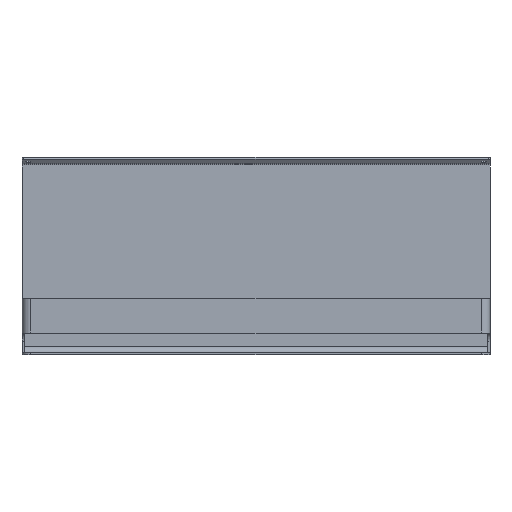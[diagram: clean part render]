
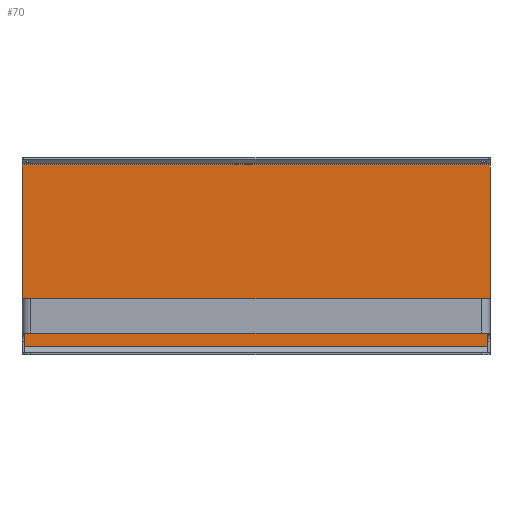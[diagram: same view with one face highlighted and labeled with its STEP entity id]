
A CAD part, front view. The second image highlights one B-rep face of the part: STEP entity #70.
In plain terms, the highlighted planar face has unit normal (0, -1, 0).
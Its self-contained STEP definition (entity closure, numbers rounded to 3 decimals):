
#70=ADVANCED_FACE('',(#133),#134,.F.);
#133=FACE_OUTER_BOUND('',#243,.T.);
#134=PLANE('',#244);
#243=EDGE_LOOP('',(#409,#410,#411,#412,#413,#414,#415,#416));
#244=AXIS2_PLACEMENT_3D('',#417,#418,#419);
#409=ORIENTED_EDGE('',*,*,#828,.F.);
#410=ORIENTED_EDGE('',*,*,#809,.F.);
#411=ORIENTED_EDGE('',*,*,#829,.T.);
#412=ORIENTED_EDGE('',*,*,#830,.F.);
#413=ORIENTED_EDGE('',*,*,#831,.F.);
#414=ORIENTED_EDGE('',*,*,#823,.F.);
#415=ORIENTED_EDGE('',*,*,#827,.F.);
#416=ORIENTED_EDGE('',*,*,#799,.F.);
#417=CARTESIAN_POINT('',(0.0,0.0,0.0));
#418=DIRECTION('',(-0.0,1.0,0.0));
#419=DIRECTION('',(1.0,0.0,0.0));
#799=EDGE_CURVE('',#957,#959,#960,.T.);
#809=EDGE_CURVE('',#977,#979,#980,.T.);
#823=EDGE_CURVE('',#1002,#1004,#1005,.T.);
#827=EDGE_CURVE('',#959,#1002,#1010,.T.);
#828=EDGE_CURVE('',#979,#957,#1011,.T.);
#829=EDGE_CURVE('',#977,#1012,#1013,.T.);
#830=EDGE_CURVE('',#1014,#1012,#1015,.T.);
#831=EDGE_CURVE('',#1004,#1014,#1016,.T.);
#957=VERTEX_POINT('',#1208);
#959=VERTEX_POINT('',#1210);
#960=LINE('',#1211,#1212);
#977=VERTEX_POINT('',#1235);
#979=VERTEX_POINT('',#1238);
#980=LINE('',#1239,#1240);
#1002=VERTEX_POINT('',#1272);
#1004=VERTEX_POINT('',#1275);
#1005=LINE('',#1276,#1277);
#1010=LINE('',#1284,#1285);
#1011=LINE('',#1286,#1287);
#1012=VERTEX_POINT('',#1288);
#1013=LINE('',#1289,#1290);
#1014=VERTEX_POINT('',#1291);
#1015=LINE('',#1292,#1293);
#1016=LINE('',#1294,#1295);
#1208=CARTESIAN_POINT('',(150.0,0.0,52.204));
#1210=CARTESIAN_POINT('',(150.0,0.0,-33.5));
#1211=CARTESIAN_POINT('',(150.0,0.0,69.5));
#1212=VECTOR('',#1548,1000.0);
#1235=CARTESIAN_POINT('',(-150.0,0.0,-33.5));
#1238=CARTESIAN_POINT('',(-150.0,0.0,52.204));
#1239=CARTESIAN_POINT('',(-150.0,0.0,-69.5));
#1240=VECTOR('',#1562,1000.0);
#1272=CARTESIAN_POINT('',(148.5,0.0,-33.5));
#1275=CARTESIAN_POINT('',(148.5,0.0,-64.0));
#1276=CARTESIAN_POINT('',(148.5,0.0,0.0));
#1277=VECTOR('',#1580,1000.0);
#1284=CARTESIAN_POINT('',(0.0,0.0,-33.5));
#1285=VECTOR('',#1586,1000.0);
#1286=CARTESIAN_POINT('',(-150.0,0.0,52.204));
#1287=VECTOR('',#1587,1000.0);
#1288=CARTESIAN_POINT('',(-148.5,0.0,-33.5));
#1289=CARTESIAN_POINT('',(0.0,0.0,-33.5));
#1290=VECTOR('',#1588,1000.0);
#1291=CARTESIAN_POINT('',(-148.5,0.0,-64.0));
#1292=CARTESIAN_POINT('',(-148.5,0.0,0.0));
#1293=VECTOR('',#1589,1000.0);
#1294=CARTESIAN_POINT('',(150.0,0.0,-64.0));
#1295=VECTOR('',#1590,1000.0);
#1548=DIRECTION('',(0.0,0.0,-1.0));
#1562=DIRECTION('',(0.0,0.0,1.0));
#1580=DIRECTION('',(0.0,0.0,-1.0));
#1586=DIRECTION('',(-1.0,0.0,0.0));
#1587=DIRECTION('',(1.0,0.0,0.0));
#1588=DIRECTION('',(1.0,0.0,0.0));
#1589=DIRECTION('',(0.0,0.0,1.0));
#1590=DIRECTION('',(-1.0,0.0,0.0));
